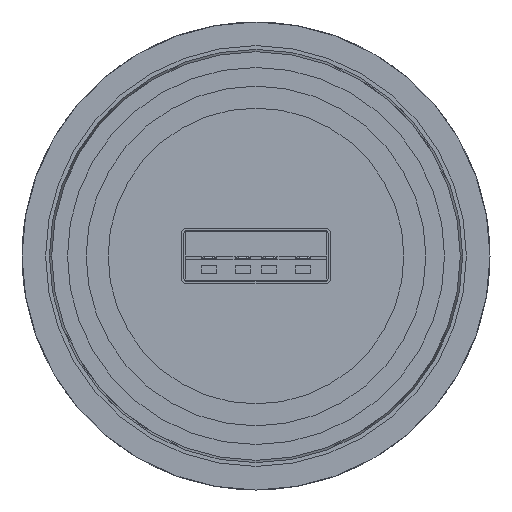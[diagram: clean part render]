
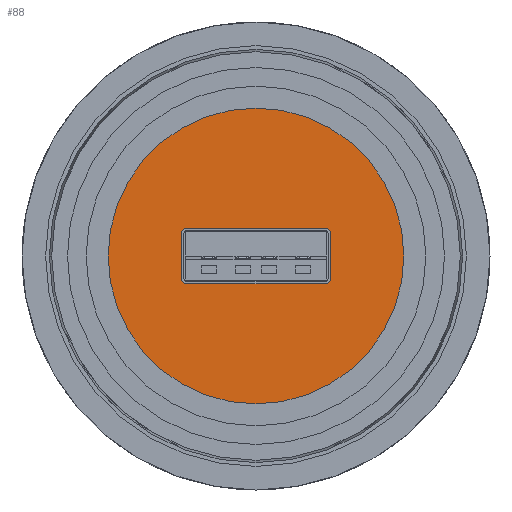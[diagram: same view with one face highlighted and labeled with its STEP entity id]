
A CAD part, front view. The second image highlights one B-rep face of the part: STEP entity #88.
In plain terms, the highlighted planar face has unit normal (0, -1, 0).
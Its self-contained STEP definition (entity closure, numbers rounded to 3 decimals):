
#88=ADVANCED_FACE('',(#2410,#2411),#2412,.F.);
#2410=FACE_OUTER_BOUND('',#7103,.T.);
#2411=FACE_BOUND('',#7104,.T.);
#2412=PLANE('',#7105);
#7103=EDGE_LOOP('',(#17154,#17155));
#7104=EDGE_LOOP('',(#17156,#17157,#17158,#17159,#17160,#17161,#17162,#17163,#17164));
#7105=AXIS2_PLACEMENT_3D('',#17165,#17166,#17167);
#17154=ORIENTED_EDGE('',*,*,#36025,.F.);
#17155=ORIENTED_EDGE('',*,*,#36026,.T.);
#17156=ORIENTED_EDGE('',*,*,#36027,.F.);
#17157=ORIENTED_EDGE('',*,*,#36028,.T.);
#17158=ORIENTED_EDGE('',*,*,#36029,.F.);
#17159=ORIENTED_EDGE('',*,*,#36030,.T.);
#17160=ORIENTED_EDGE('',*,*,#36031,.F.);
#17161=ORIENTED_EDGE('',*,*,#36032,.T.);
#17162=ORIENTED_EDGE('',*,*,#36016,.T.);
#17163=ORIENTED_EDGE('',*,*,#36024,.F.);
#17164=ORIENTED_EDGE('',*,*,#36033,.T.);
#17165=CARTESIAN_POINT('',(0.0,12.1,0.0));
#17166=DIRECTION('',(-0.0,1.0,0.0));
#17167=DIRECTION('',(1.0,0.0,0.0));
#36016=EDGE_CURVE('',#42626,#42627,#42628,.T.);
#36024=EDGE_CURVE('',#42639,#42627,#42641,.T.);
#36025=EDGE_CURVE('',#42642,#42643,#42644,.T.);
#36026=EDGE_CURVE('',#42642,#42643,#42645,.T.);
#36027=EDGE_CURVE('',#42646,#42647,#42648,.T.);
#36028=EDGE_CURVE('',#42646,#42649,#42650,.T.);
#36029=EDGE_CURVE('',#42651,#42649,#42652,.T.);
#36030=EDGE_CURVE('',#42651,#42653,#42654,.T.);
#36031=EDGE_CURVE('',#42655,#42653,#42656,.T.);
#36032=EDGE_CURVE('',#42655,#42626,#42657,.T.);
#36033=EDGE_CURVE('',#42639,#42647,#42658,.T.);
#42626=VERTEX_POINT('',#54299);
#42627=VERTEX_POINT('',#54300);
#42628=LINE('',#54301,#54302);
#42639=VERTEX_POINT('',#54319);
#42641=CIRCLE('',#54322,0.4);
#42642=VERTEX_POINT('',#54323);
#42643=VERTEX_POINT('',#54324);
#42644=CIRCLE('',#54325,12.0);
#42645=CIRCLE('',#54326,12.0);
#42646=VERTEX_POINT('',#54327);
#42647=VERTEX_POINT('',#54328);
#42648=CIRCLE('',#54329,0.4);
#42649=VERTEX_POINT('',#54330);
#42650=LINE('',#54331,#54332);
#42651=VERTEX_POINT('',#54333);
#42652=CIRCLE('',#54334,0.4);
#42653=VERTEX_POINT('',#54335);
#42654=LINE('',#54336,#54337);
#42655=VERTEX_POINT('',#54338);
#42656=CIRCLE('',#54339,0.4);
#42657=LINE('',#54340,#54341);
#42658=LINE('',#54342,#54343);
#54299=CARTESIAN_POINT('',(0.0,12.1,-2.25));
#54300=CARTESIAN_POINT('',(-5.655,12.1,-2.25));
#54301=CARTESIAN_POINT('',(0.0,12.1,-2.25));
#54302=VECTOR('',#73837,5.655);
#54319=CARTESIAN_POINT('',(-6.055,12.1,-1.85));
#54322=AXIS2_PLACEMENT_3D('',#73845,#73846,#73847);
#54323=CARTESIAN_POINT('',(0.0,12.1,12.0));
#54324=CARTESIAN_POINT('',(0.0,12.1,-12.0));
#54325=AXIS2_PLACEMENT_3D('',#73848,#73849,#73850);
#54326=AXIS2_PLACEMENT_3D('',#73851,#73852,#73853);
#54327=CARTESIAN_POINT('',(-5.655,12.1,2.25));
#54328=CARTESIAN_POINT('',(-6.055,12.1,1.85));
#54329=AXIS2_PLACEMENT_3D('',#73854,#73855,#73856);
#54330=CARTESIAN_POINT('',(5.655,12.1,2.25));
#54331=CARTESIAN_POINT('',(-5.655,12.1,2.25));
#54332=VECTOR('',#73857,11.31);
#54333=CARTESIAN_POINT('',(6.055,12.1,1.85));
#54334=AXIS2_PLACEMENT_3D('',#73858,#73859,#73860);
#54335=CARTESIAN_POINT('',(6.055,12.1,-1.85));
#54336=CARTESIAN_POINT('',(6.055,12.1,1.85));
#54337=VECTOR('',#73861,3.7);
#54338=CARTESIAN_POINT('',(5.655,12.1,-2.25));
#54339=AXIS2_PLACEMENT_3D('',#73862,#73863,#73864);
#54340=CARTESIAN_POINT('',(5.655,12.1,-2.25));
#54341=VECTOR('',#73865,5.655);
#54342=CARTESIAN_POINT('',(-6.055,12.1,-1.85));
#54343=VECTOR('',#73866,3.7);
#73837=DIRECTION('',(-1.0,0.0,0.0));
#73845=CARTESIAN_POINT('',(-5.655,12.1,-1.85));
#73846=DIRECTION('',(0.0,-1.0,0.0));
#73847=DIRECTION('',(-1.0,0.0,0.0));
#73848=CARTESIAN_POINT('',(0.0,12.1,0.0));
#73849=DIRECTION('',(0.0,1.0,0.0));
#73850=DIRECTION('',(0.0,0.0,1.0));
#73851=CARTESIAN_POINT('',(0.0,12.1,0.0));
#73852=DIRECTION('',(0.0,-1.0,0.0));
#73853=DIRECTION('',(0.0,0.0,1.0));
#73854=CARTESIAN_POINT('',(-5.655,12.1,1.85));
#73855=DIRECTION('',(0.0,-1.0,0.0));
#73856=DIRECTION('',(0.0,0.0,1.0));
#73857=DIRECTION('',(1.0,0.0,0.0));
#73858=CARTESIAN_POINT('',(5.655,12.1,1.85));
#73859=DIRECTION('',(0.0,-1.0,0.0));
#73860=DIRECTION('',(1.0,0.0,0.0));
#73861=DIRECTION('',(0.0,0.0,-1.0));
#73862=CARTESIAN_POINT('',(5.655,12.1,-1.85));
#73863=DIRECTION('',(0.0,-1.0,0.0));
#73864=DIRECTION('',(0.0,0.0,-1.0));
#73865=DIRECTION('',(-1.0,0.0,0.0));
#73866=DIRECTION('',(0.0,0.0,1.0));
